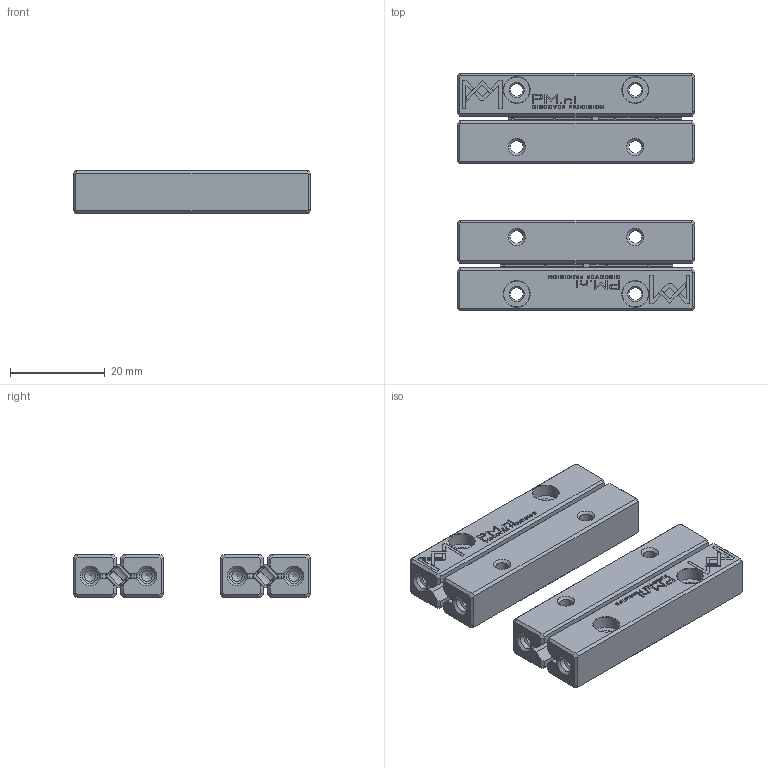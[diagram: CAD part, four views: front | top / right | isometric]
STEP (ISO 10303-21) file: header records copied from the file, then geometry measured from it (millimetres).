
FILE_DESCRIPTION(/* description */ (''),/* implementation_level */ '2;1');
FILE_NAME(/* name */ 'Set RNG-4050x6KRE-ACC_stp.stp',/* time_stamp */ '2025-05-02T13:58:50+02:00',/* author */ (''),/* organization */ (''),/* preprocessor_version */ 'ST-DEVELOPER v16.7',/* originating_system */ 'SIEMENS PLM Software NX 12.0',/* authorisation */ '');
FILE_SCHEMA (('AUTOMOTIVE_DESIGN { 1 0 10303 214 3 1 1 1 }'));
Products named in the file (1): Set RNG-4050x6KRE-ACC_stp
Bounding box: 50 x 50 x 9 mm (x, y, z)
Volume: 14509.2 mm3; surface area: 12816.9 mm2
Topology: 28 solids, 28 shells, 2908 faces, 8058 edges, 5338 vertices
Faces by surface type: plane 1832, cylinder 440, bspline 360, torus 104, extrusion 92, cone 80
Full cylindrical faces by diameter (mm): 0.5 x64, 1.5 x8, 2 x12, 2.26 x8, 2.65 x8, 3.2 x8, 4 x12, 5.5 x8
Entity records: 105438 total; most frequent: CARTESIAN_POINT 26165, ORIENTED_EDGE 15552, DIRECTION 12850, EDGE_CURVE 7776, VECTOR 5528, LINE 5436, VERTEX_POINT 5268, AXIS2_PLACEMENT_3D 3661
